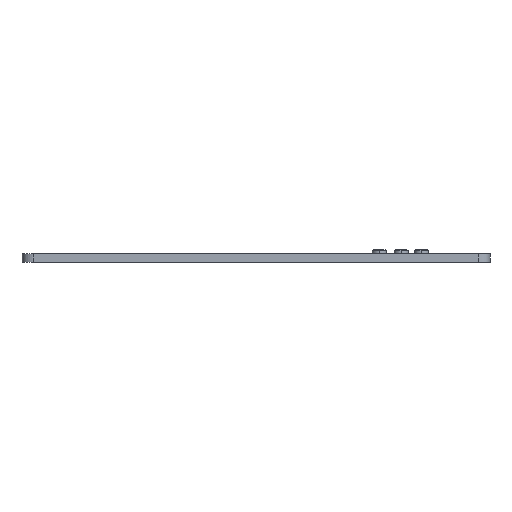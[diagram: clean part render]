
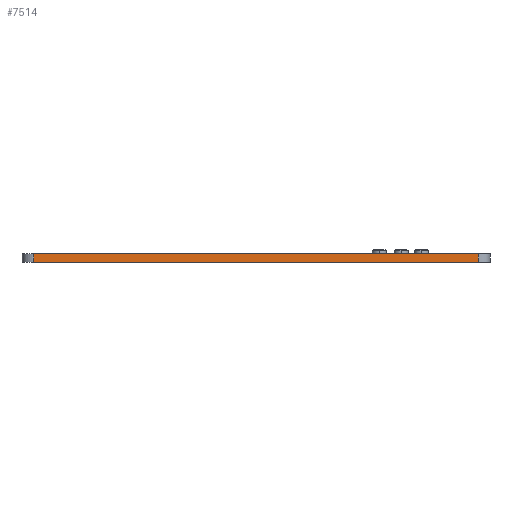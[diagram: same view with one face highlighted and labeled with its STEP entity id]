
A CAD part, left-side view. The second image highlights one B-rep face of the part: STEP entity #7514.
In plain terms, the highlighted planar face has unit normal (-1, 0, 0).
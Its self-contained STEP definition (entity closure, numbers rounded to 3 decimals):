
#486 = CARTESIAN_POINT ( 'NONE',  ( -40., 40., 1.5 ) ) ;
#971 = CARTESIAN_POINT ( 'NONE',  ( -40., 38., 1.5 ) ) ;
#1696 = DIRECTION ( 'NONE',  ( 0., -1., 0. ) ) ;
#1836 = CARTESIAN_POINT ( 'NONE',  ( -40., 38., 0. ) ) ;
#2613 = VECTOR ( 'NONE', #13174, 1000. ) ;
#2928 = EDGE_LOOP ( 'NONE', ( #9997, #7633, #7878, #8108 ) ) ;
#3241 = DIRECTION ( 'NONE',  ( 0., 0., -1. ) ) ;
#3742 = LINE ( 'NONE', #7429, #12809 ) ;
#3864 = VECTOR ( 'NONE', #5758, 1000. ) ;
#4112 = EDGE_CURVE ( 'NONE', #7069, #14307, #14375, .T. ) ;
#4703 = LINE ( 'NONE', #12630, #3864 ) ;
#4879 = FACE_OUTER_BOUND ( 'NONE', #2928, .T. ) ;
#5104 = DIRECTION ( 'NONE',  ( 0., 0., -1. ) ) ;
#5758 = DIRECTION ( 'NONE',  ( 0., 0., 1. ) ) ;
#5833 = CARTESIAN_POINT ( 'NONE',  ( -40., -38., 0. ) ) ;
#5917 = EDGE_CURVE ( 'NONE', #6615, #14307, #4703, .T. ) ;
#6030 = CARTESIAN_POINT ( 'NONE',  ( -40., -38., 1.5 ) ) ;
#6269 = AXIS2_PLACEMENT_3D ( 'NONE', #486, #9482, #5104 ) ;
#6615 = VERTEX_POINT ( 'NONE', #5833 ) ;
#7069 = VERTEX_POINT ( 'NONE', #8672 ) ;
#7429 = CARTESIAN_POINT ( 'NONE',  ( -40., 40., 0. ) ) ;
#7514 = ADVANCED_FACE ( 'NONE', ( #4879 ), #10682, .F. ) ;
#7633 = ORIENTED_EDGE ( 'NONE', *, *, #5917, .T. ) ;
#7878 = ORIENTED_EDGE ( 'NONE', *, *, #4112, .F. ) ;
#7918 = LINE ( 'NONE', #971, #11121 ) ;
#8108 = ORIENTED_EDGE ( 'NONE', *, *, #10890, .T. ) ;
#8581 = CARTESIAN_POINT ( 'NONE',  ( -40., 40., 1.5 ) ) ;
#8672 = CARTESIAN_POINT ( 'NONE',  ( -40., 38., 1.5 ) ) ;
#9482 = DIRECTION ( 'NONE',  ( 1., 0., 0. ) ) ;
#9712 = VERTEX_POINT ( 'NONE', #1836 ) ;
#9997 = ORIENTED_EDGE ( 'NONE', *, *, #11342, .T. ) ;
#10682 = PLANE ( 'NONE',  #6269 ) ;
#10890 = EDGE_CURVE ( 'NONE', #7069, #9712, #7918, .T. ) ;
#11121 = VECTOR ( 'NONE', #3241, 1000. ) ;
#11342 = EDGE_CURVE ( 'NONE', #9712, #6615, #3742, .T. ) ;
#12630 = CARTESIAN_POINT ( 'NONE',  ( -40., -38., 1.5 ) ) ;
#12809 = VECTOR ( 'NONE', #1696, 1000. ) ;
#13174 = DIRECTION ( 'NONE',  ( 0., -1., 0. ) ) ;
#14307 = VERTEX_POINT ( 'NONE', #6030 ) ;
#14375 = LINE ( 'NONE', #8581, #2613 ) ;
